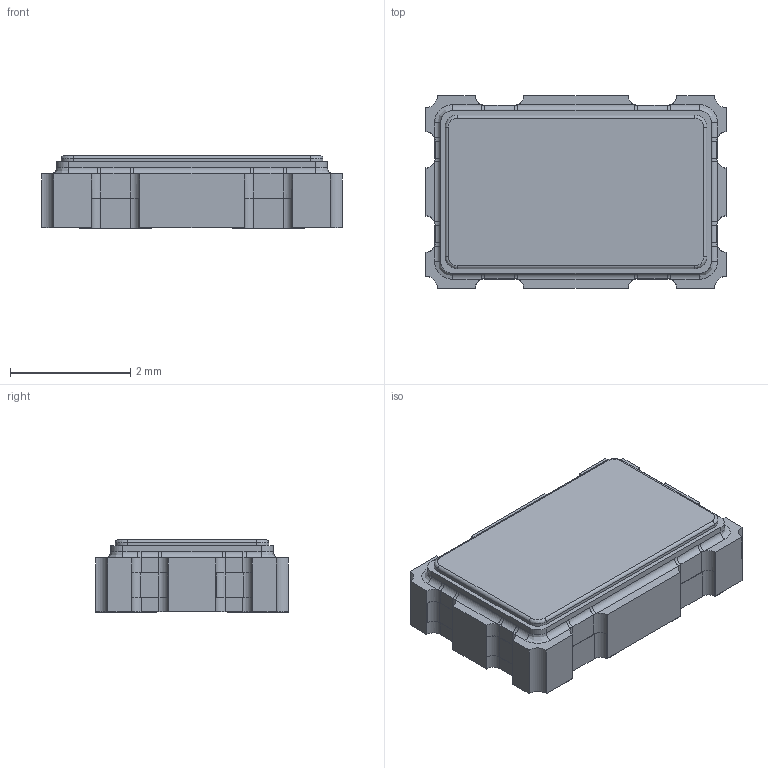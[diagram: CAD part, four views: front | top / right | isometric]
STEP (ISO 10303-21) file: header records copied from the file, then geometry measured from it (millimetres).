
FILE_DESCRIPTION (( 'STEP AP214' ), '1' );
FILE_NAME ('CF6F8503-0318-4DDF-9779-20DFC5E3B6E3.STEP', '2023-12-01T19:04:23', ( '' ), ( '' ), 'SwSTEP 2.0', 'SolidWorks 2022', '' );
FILE_SCHEMA (( 'AUTOMOTIVE_DESIGN' ));
Length unit declared in the file: millimetre
Products named in the file (1): CF6F8503-0318-4DDF-9779-20DFC5E3B6E3
Bounding box: 5 x 3.2 x 1.2 mm (x, y, z)
Volume: 17 mm3; surface area: 49.2 mm2
Topology: 1 solids, 1 shells, 220 faces, 603 edges, 386 vertices
Faces by surface type: plane 128, cylinder 68, bspline 24
Entity records: 8346 total; most frequent: CARTESIAN_POINT 1702, ORIENTED_EDGE 1206, DIRECTION 1133, EDGE_CURVE 603, LINE 419, VECTOR 419, VERTEX_POINT 386, AXIS2_PLACEMENT_3D 357
